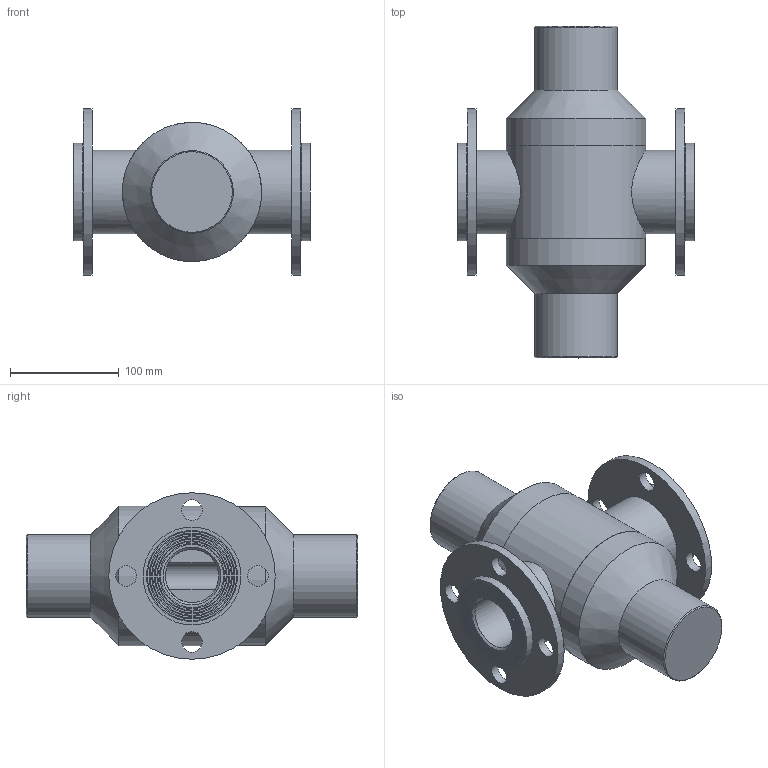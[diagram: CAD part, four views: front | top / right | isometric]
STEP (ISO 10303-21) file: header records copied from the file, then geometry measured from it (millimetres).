
FILE_DESCRIPTION (( 'STEP AP214' ), '1' );
FILE_NAME ('2-1104-1X-150-DUP.STEP', '2019-10-28T11:16:36', ( '' ), ( '' ), 'SwSTEP 2.0', 'SolidWorks 2020', '' );
FILE_SCHEMA (( 'AUTOMOTIVE_DESIGN' ));
Length unit declared in the file: millimetre
Products named in the file (5): 63mm Fusion Stub - PP; 2-1104-1X-150-DUP; 63mm Duplex Fusion weld body - PS-10-883; PVC Bonnet all size_63mm PVC-304; 2 inch ANSI 150 SS BR
Assembly tree (7 placements, depth 2):
  2-1104-1X-150-DUP
    63mm Fusion Stub - PP  x2
    2 inch ANSI 150 SS BR  x2
    PVC Bonnet all size_63mm PVC-304  x2
    63mm Duplex Fusion weld body - PS-10-883
Bounding box: 217.8 x 305 x 153 mm (x, y, z)
Volume: 3013717.2 mm3; surface area: 343469.4 mm2
Topology: 7 solids, 7 shells, 145 faces, 269 edges, 176 vertices
Faces by surface type: cylinder 70, plane 55, cone 12, bspline 6, torus 2
Full cylindrical faces by diameter (mm): 19 x8, 25 x1, 36 x2, 49 x2, 51 x2, 57.948 x2, 59.748 x2, 62.748 x2, 64.548 x2, 67.548 x2, 69.348 x2, 72.348 x2, 74.148 x2, 75 x2, 76 x2, 77 x2, 77.148 x2, 78 x2, 78.948 x2, 81.948 x2, 82 x2, 83.748 x2, 90 x4, 95.218 x1, 95.473 x1, 128 x3, 153 x2
Entity records: 6104 total; most frequent: CARTESIAN_POINT 4004, DIRECTION 410, ORIENTED_EDGE 272, AXIS2_PLACEMENT_3D 196, EDGE_LOOP 192, FACE_OUTER_BOUND 138, EDGE_CURVE 136, VERTEX_POINT 118
